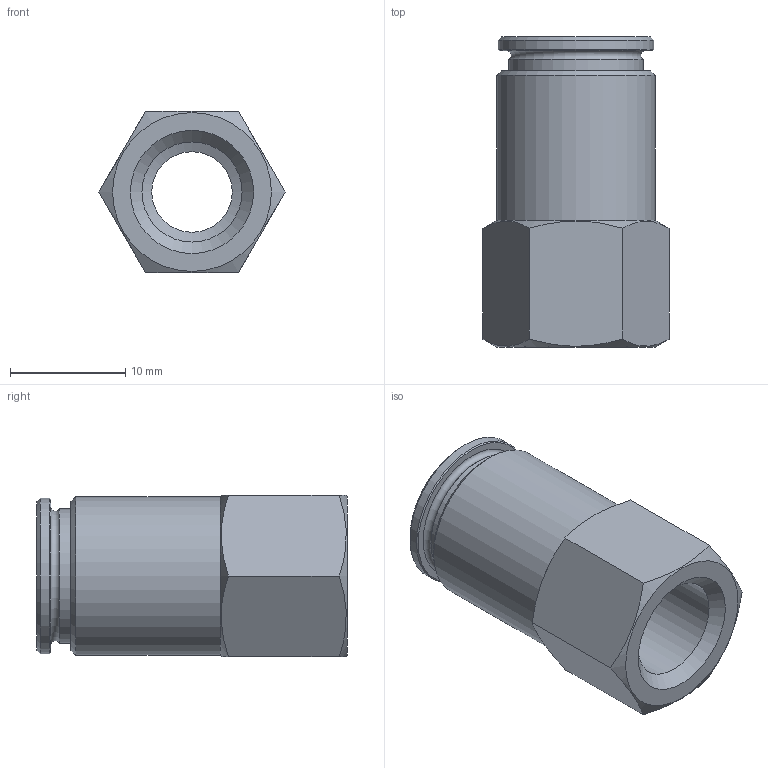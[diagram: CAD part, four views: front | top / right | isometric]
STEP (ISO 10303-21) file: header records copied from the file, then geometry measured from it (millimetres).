
FILE_DESCRIPTION( ( 'STEP AP214' ), '1' );
FILE_NAME( 'psolqas_14112_52.stp', '2020-12-01T17:16:47', ( 'License CC BY-ND 4.0' ), ( 'CADENAS' ), ' ', 'PARTsolutions', ' ' );
FILE_SCHEMA( ( 'AUTOMOTIVE_DESIGN { 1 0 10303 214 1 1 1 1 }' ) );
Length unit declared in the file: metre
Products named in the file (1): Rivoluzione1
Bounding box: 16.17 x 26.95 x 14 mm (x, y, z)
Volume: 2677.7 mm3; surface area: 2177.2 mm2
Topology: 1 solids, 1 shells, 27 faces, 62 edges, 39 vertices
Faces by surface type: plane 10, cone 9, cylinder 6, torus 2
Full cylindrical faces by diameter (mm): 7 x1, 8.15 x1, 8.7 x1, 11.65 x1, 13.5 x1, 13.8 x1
Entity records: 948 total; most frequent: CARTESIAN_POINT 202, DIRECTION 102, ORIENTED_EDGE 84, AXIS2_PLACEMENT_3D 48, EDGE_LOOP 48, EDGE_CURVE 42, VERTEX_POINT 36, FACE_OUTER_BOUND 35
